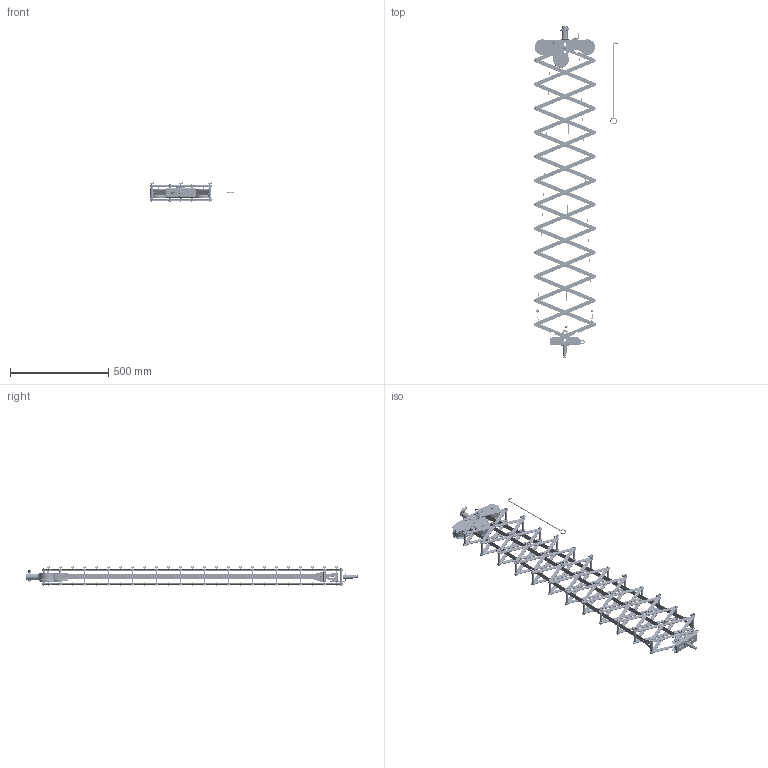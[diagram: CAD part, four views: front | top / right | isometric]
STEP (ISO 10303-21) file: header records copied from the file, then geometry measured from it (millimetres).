
FILE_DESCRIPTION (( 'STEP AP203' ), '1' );
FILE_NAME ('G1501.STEP', '2018-09-27T13:00:51', ( '' ), ( '' ), 'SwSTEP 2.0', 'SolidWorks 2016', '' );
FILE_SCHEMA (( 'CONFIG_CONTROL_DESIGN' ));
Length unit declared in the file: millimetre
Products named in the file (42): Hex Screw GradeC_Doughty Fastners_ISO 4018 - M5 x 10-WS; TH1956; TH1960; TH3738_MIDWAY; G1499; SW3dPS-nyloc nut, st stl a2 iso_M5 NYLOC; TH1801; Single Coil Rectangular Section Spring Washer_Doughty Fastners_M10 Spring Washer; A Washer_Bright washer BS 4320 - M10 (Form A); TH3737_MIDWAY; Hex Screw GradeC_Doughty Fastners_ISO 4018 - M6 x 16-WS; TH3734_Formed_DEFAULT; TH3733; TH1953; F1041; TH3732; S3602_MIDWAY MIDDLE; F2005; S2003; External Circlip_Doughty Fastners_BS 3673-4 - S006M; TH1954; Hex Nut Style 1 GradeAB_Doughty Fastners_Hexagon Nut ISO - 4032 - M6 - D - S; S3602_Extended Midway; Hex Screw GradeC_Doughty Fastners_ISO 4018 - M10 x 30-WS; Hex Screw GradeC_Doughty Fastners_ISO 4018 - M10 x 20-WS; B Washer_Bright washer BS 4320 - M5 (Form B); TH1962; G1501; TH1955; TH1961; TH2073_Formed_6.0KG - 2.0m; Doughty Knob_S3075; F2019; TH2237; F956; F1042; TH1999; B Washer_Bright washer BS 4320 - M6 (Form B); TH1958; TH1959 ...
Assembly tree (397 placements, depth 3):
  G1501
    TH3731
    TH1959  x2
    TH1960  x2
    TH1955  x14
    F956  x126
    TH1958  x8
    F1042  x82
    TH2237
    TH1801
    Doughty Knob_S3075
    Hex Screw GradeC_Doughty Fastners_ISO 4018 - M6 x 16-WS  x3
    Hex Screw GradeC_Doughty Fastners_ISO 4018 - M10 x 30-WS
    B Washer_Bright washer BS 4320 - M6 (Form B)  x4
    SW3dPS-nyloc nut, st stl a2 iso_M6 NYLOC  x2
    A Washer_Bright washer BS 4320 - M10 (Form A)  x2
    Single Coil Rectangular Section Spring Washer_Doughty Fastners_M10 Spring Washer  x2
    Hex Nut Style 1 GradeAB_Doughty Fastners_Hexagon Nut ISO - 4032 - M6 - D - S
    TH1956  x11
    TH1953  x44
    F2019  x11
    TH1961
    TH1962
    Hex Screw GradeC_Doughty Fastners_ISO 4018 - M10 x 20-WS
    TH3737_MIDWAY  x2
      TH3732
      S3602_Extended Midway
      F2005
      TH2073_Formed_6.0KG - 2.0m
      B Washer_Bright washer BS 4320 - M5 (Form B)
      Hex Screw GradeC_Doughty Fastners_ISO 4018 - M5 x 10-WS
      SW3dPS-nyloc nut, st stl a2 iso_M5 NYLOC
      TH3733
      TH1999
      External Circlip_Doughty Fastners_BS 3673-4 - S006M
    TH3738_MIDWAY
      TH3732
      S3602_MIDWAY MIDDLE
      F2005
      B Washer_Bright washer BS 4320 - M5 (Form B)  x2
      Hex Screw GradeC_Doughty Fastners_ISO 4018 - M5 x 10-WS
      SW3dPS-nyloc nut, st stl a2 iso_M5 NYLOC
      TH3734_Formed_DEFAULT
    TH1999
    TH3733  x2
    G1499
    External Circlip_Doughty Fastners_BS 3673-4 - S006M  x2
    TH1954  x12
    F1041  x8
    S2003  x25
Bounding box: 432.42 x 1693.58 x 101.1 mm (x, y, z)
Volume: 2062325.8 mm3; surface area: 1951122.9 mm2
Topology: 407 solids, 407 shells, 10250 faces, 25275 edges, 16048 vertices
Faces by surface type: cylinder 4420, plane 3182, cone 1882, torus 516, bspline 228, sphere 22
Entity records: 87047 total; most frequent: CARTESIAN_POINT 32560, DIRECTION 9341, ORIENTED_EDGE 7934, EDGE_CURVE 3967, AXIS2_PLACEMENT_3D 3781, VERTEX_POINT 2500, CIRCLE 1814, VECTOR 1779
